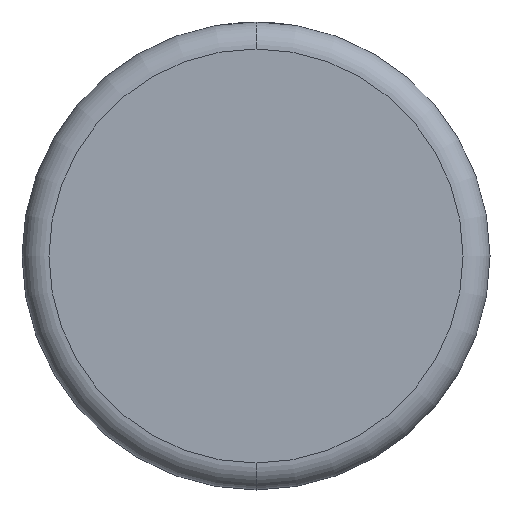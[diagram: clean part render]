
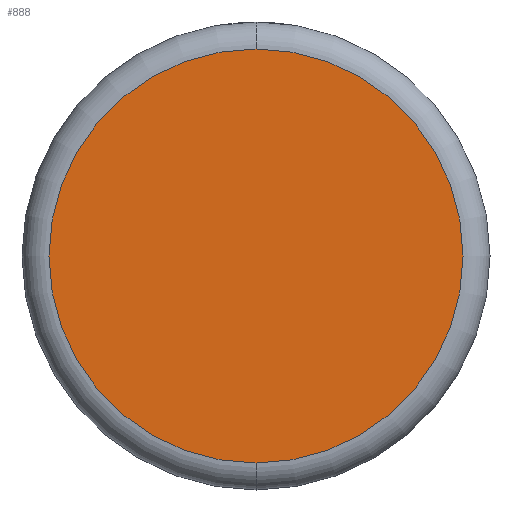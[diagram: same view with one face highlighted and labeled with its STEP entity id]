
A CAD part, front view. The second image highlights one B-rep face of the part: STEP entity #888.
In plain terms, the highlighted planar face has unit normal (0, -1, 0).
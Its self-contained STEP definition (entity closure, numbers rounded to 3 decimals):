
#71 = AXIS2_PLACEMENT_3D ( 'NONE', #1617, #1973, #3124 ) ;
#381 = DIRECTION ( 'NONE',  ( 0., 0., 1. ) ) ;
#399 = DIRECTION ( 'NONE',  ( 0., 1., 0. ) ) ;
#551 = DIRECTION ( 'NONE',  ( 0., 0., 1. ) ) ;
#722 = AXIS2_PLACEMENT_3D ( 'NONE', #2569, #399, #381 ) ;
#842 = AXIS2_PLACEMENT_3D ( 'NONE', #2362, #2390, #551 ) ;
#888 = ADVANCED_FACE ( 'NONE', ( #3489 ), #1095, .F. ) ;
#1095 = PLANE ( 'NONE',  #722 ) ;
#1318 = ORIENTED_EDGE ( 'NONE', *, *, #3681, .T. ) ;
#1617 = CARTESIAN_POINT ( 'NONE',  ( 0., 0., 0. ) ) ;
#1637 = EDGE_CURVE ( 'NONE', #1831, #2517, #4079, .T. ) ;
#1831 = VERTEX_POINT ( 'NONE', #4324 ) ;
#1973 = DIRECTION ( 'NONE',  ( 0., -1., 0. ) ) ;
#2362 = CARTESIAN_POINT ( 'NONE',  ( 0., 0., 0. ) ) ;
#2390 = DIRECTION ( 'NONE',  ( 0., -1., 0. ) ) ;
#2517 = VERTEX_POINT ( 'NONE', #3764 ) ;
#2569 = CARTESIAN_POINT ( 'NONE',  ( 0., 0., 0. ) ) ;
#2870 = EDGE_LOOP ( 'NONE', ( #4231, #1318 ) ) ;
#3124 = DIRECTION ( 'NONE',  ( 0., 0., 1. ) ) ;
#3489 = FACE_OUTER_BOUND ( 'NONE', #2870, .T. ) ;
#3681 = EDGE_CURVE ( 'NONE', #2517, #1831, #4678, .T. ) ;
#3764 = CARTESIAN_POINT ( 'NONE',  ( 0., 0., -22.562 ) ) ;
#4079 = CIRCLE ( 'NONE', #842, 22.562 ) ;
#4231 = ORIENTED_EDGE ( 'NONE', *, *, #1637, .T. ) ;
#4324 = CARTESIAN_POINT ( 'NONE',  ( 0., 0., 22.562 ) ) ;
#4678 = CIRCLE ( 'NONE', #71, 22.562 ) ;
